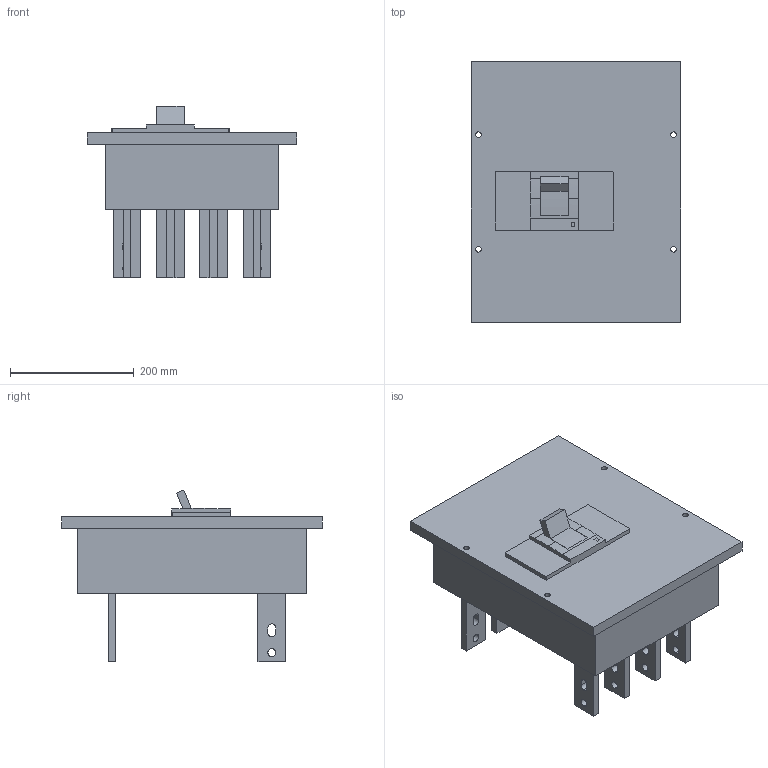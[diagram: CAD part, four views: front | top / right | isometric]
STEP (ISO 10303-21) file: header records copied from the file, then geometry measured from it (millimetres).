
FILE_DESCRIPTION(('CoCreate Modeling STEP Export'),'2;1');
FILE_NAME('Ｓ１２５０ＮＥ４Ｐ.stp','2016-03-31T13:28:58',(''),(''),'CoCreate Modeling STEP processor for AP214 (Solid Model)','CoCreate Modeling 17.0 01-Apr-2010 (C) Parametric Technology GmbH','');
FILE_SCHEMA(('AUTOMOTIVE_DESIGN { 1 0 10303 214 1 1 1 1 }'));
Length unit declared in the file: millimetre
Products named in the file (1): Ｓ１２５０ＮＥ４Ｐ
Bounding box: 338 x 420 x 277.3 mm (x, y, z)
Volume: 14063593.4 mm3; surface area: 563456.9 mm2
Topology: 1 solids, 1 shells, 145 faces, 394 edges, 262 vertices
Faces by surface type: plane 90, cylinder 55
Entity records: 5076 total; most frequent: ORIENTED_EDGE 788, CARTESIAN_POINT 715, DIRECTION 641, EDGE_CURVE 394, VECTOR 265, LINE 265, VERTEX_POINT 262, EDGE_LOOP 196
